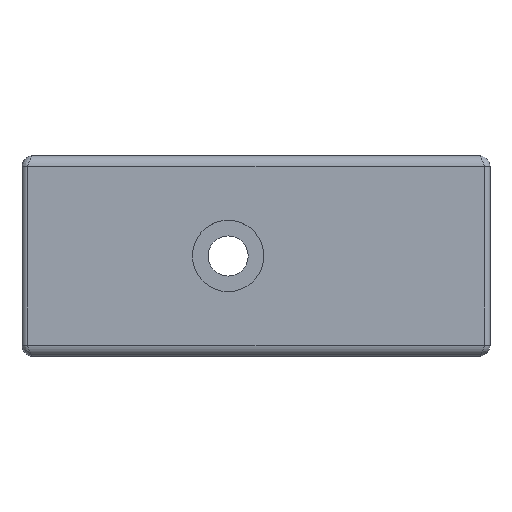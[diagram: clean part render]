
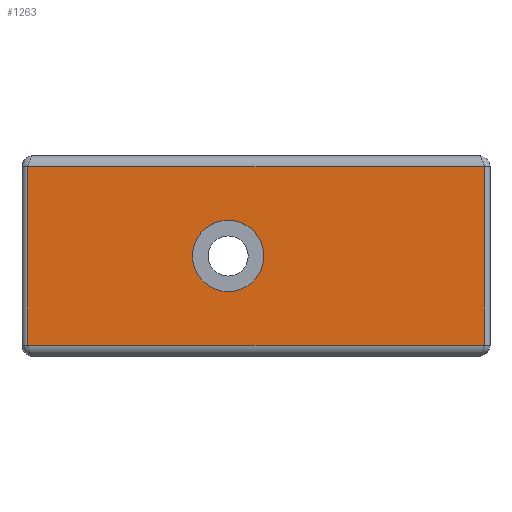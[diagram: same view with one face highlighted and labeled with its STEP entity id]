
A CAD part, top view. The second image highlights one B-rep face of the part: STEP entity #1263.
In plain terms, the highlighted planar face has unit normal (0, 0, 1).
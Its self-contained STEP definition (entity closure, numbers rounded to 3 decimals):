
#740 = EDGE_CURVE('',#741,#743,#745,.T.);
#741 = VERTEX_POINT('',#742);
#742 = CARTESIAN_POINT('',(0.5,0.,8.5));
#743 = VERTEX_POINT('',#744);
#744 = CARTESIAN_POINT('',(0.5,-16.,8.5));
#745 = LINE('',#746,#747);
#746 = CARTESIAN_POINT('',(0.5,1.,8.5));
#747 = VECTOR('',#748,1.);
#748 = DIRECTION('',(0.,-1.,0.));
#1243 = VERTEX_POINT('',#1244);
#1244 = CARTESIAN_POINT('',(21.7,-8.,8.5));
#1252 = EDGE_CURVE('',#1243,#1243,#1253,.T.);
#1253 = CIRCLE('',#1254,3.2);
#1254 = AXIS2_PLACEMENT_3D('',#1255,#1256,#1257);
#1255 = CARTESIAN_POINT('',(18.5,-8.,8.5));
#1256 = DIRECTION('',(0.,0.,1.));
#1257 = DIRECTION('',(1.,0.,0.));
#1263 = ADVANCED_FACE('',(#1264,#1289),#1292,.T.);
#1264 = FACE_BOUND('',#1265,.T.);
#1265 = EDGE_LOOP('',(#1266,#1267,#1275,#1283));
#1266 = ORIENTED_EDGE('',*,*,#740,.T.);
#1267 = ORIENTED_EDGE('',*,*,#1268,.T.);
#1268 = EDGE_CURVE('',#743,#1269,#1271,.T.);
#1269 = VERTEX_POINT('',#1270);
#1270 = CARTESIAN_POINT('',(41.5,-16.,8.5));
#1271 = LINE('',#1272,#1273);
#1272 = CARTESIAN_POINT('',(0.5,-16.,8.5));
#1273 = VECTOR('',#1274,1.);
#1274 = DIRECTION('',(1.,0.,0.));
#1275 = ORIENTED_EDGE('',*,*,#1276,.F.);
#1276 = EDGE_CURVE('',#1277,#1269,#1279,.T.);
#1277 = VERTEX_POINT('',#1278);
#1278 = CARTESIAN_POINT('',(41.5,0.,8.5));
#1279 = LINE('',#1280,#1281);
#1280 = CARTESIAN_POINT('',(41.5,1.,8.5));
#1281 = VECTOR('',#1282,1.);
#1282 = DIRECTION('',(0.,-1.,0.));
#1283 = ORIENTED_EDGE('',*,*,#1284,.F.);
#1284 = EDGE_CURVE('',#741,#1277,#1285,.T.);
#1285 = LINE('',#1286,#1287);
#1286 = CARTESIAN_POINT('',(0.5,0.,8.5));
#1287 = VECTOR('',#1288,1.);
#1288 = DIRECTION('',(1.,0.,0.));
#1289 = FACE_BOUND('',#1290,.T.);
#1290 = EDGE_LOOP('',(#1291));
#1291 = ORIENTED_EDGE('',*,*,#1252,.F.);
#1292 = PLANE('',#1293);
#1293 = AXIS2_PLACEMENT_3D('',#1294,#1295,#1296);
#1294 = CARTESIAN_POINT('',(0.5,1.,8.5));
#1295 = DIRECTION('',(0.,0.,1.));
#1296 = DIRECTION('',(1.,0.,0.));
